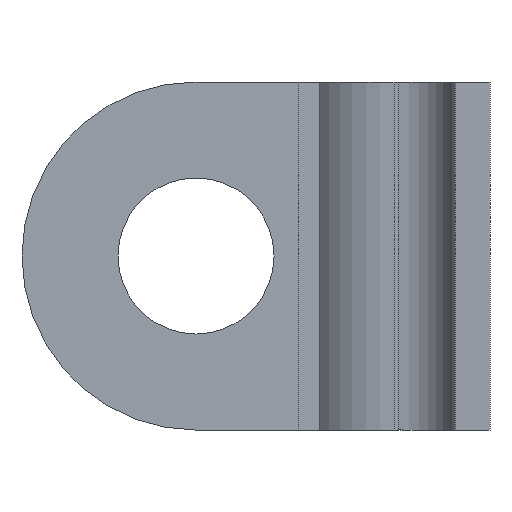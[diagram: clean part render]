
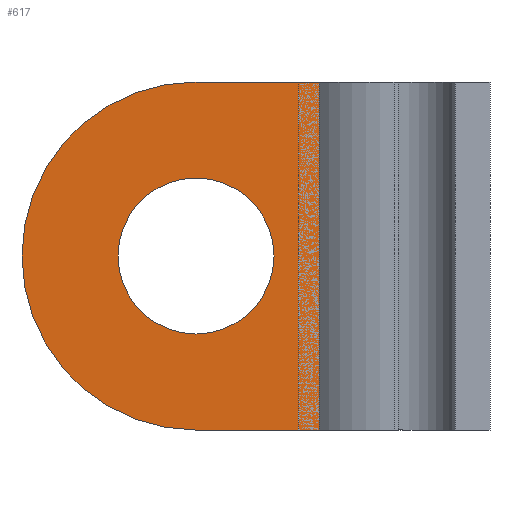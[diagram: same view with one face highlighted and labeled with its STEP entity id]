
A CAD part, front view. The second image highlights one B-rep face of the part: STEP entity #617.
In plain terms, the highlighted planar face has unit normal (0, -1, 0).
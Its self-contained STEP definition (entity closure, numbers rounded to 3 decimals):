
#33=FACE_BOUND('',#72,.T.);
#37=FACE_OUTER_BOUND('',#71,.T.);
#71=EDGE_LOOP('',(#415,#416,#417,#418));
#72=EDGE_LOOP('',(#419));
#109=LINE('',#921,#175);
#110=LINE('',#923,#176);
#111=LINE('',#924,#177);
#175=VECTOR('',#734,10.);
#176=VECTOR('',#735,10.);
#177=VECTOR('',#736,10.);
#241=CIRCLE('',#668,7.25);
#242=CIRCLE('',#669,3.25);
#265=VERTEX_POINT('',#917);
#266=VERTEX_POINT('',#918);
#267=VERTEX_POINT('',#920);
#268=VERTEX_POINT('',#922);
#269=VERTEX_POINT('',#925);
#325=EDGE_CURVE('',#265,#266,#241,.T.);
#326=EDGE_CURVE('',#267,#265,#109,.T.);
#327=EDGE_CURVE('',#267,#268,#110,.T.);
#328=EDGE_CURVE('',#266,#268,#111,.T.);
#329=EDGE_CURVE('',#269,#269,#242,.T.);
#415=ORIENTED_EDGE('',*,*,#325,.F.);
#416=ORIENTED_EDGE('',*,*,#326,.F.);
#417=ORIENTED_EDGE('',*,*,#327,.T.);
#418=ORIENTED_EDGE('',*,*,#328,.F.);
#419=ORIENTED_EDGE('',*,*,#329,.F.);
#595=PLANE('',#667);
#617=ADVANCED_FACE('',(#37,#33),#595,.F.);
#667=AXIS2_PLACEMENT_3D('',#916,#730,#731);
#668=AXIS2_PLACEMENT_3D('',#919,#732,#733);
#669=AXIS2_PLACEMENT_3D('',#926,#737,#738);
#730=DIRECTION('center_axis',(0.,1.,0.));
#731=DIRECTION('ref_axis',(-1.,0.,0.));
#732=DIRECTION('center_axis',(0.,1.,0.));
#733=DIRECTION('ref_axis',(1.,0.,0.));
#734=DIRECTION('',(-1.,0.,0.));
#735=DIRECTION('',(0.,0.,1.));
#736=DIRECTION('',(1.,0.,0.));
#737=DIRECTION('center_axis',(0.,-1.,0.));
#738=DIRECTION('ref_axis',(1.,0.,0.));
#916=CARTESIAN_POINT('Origin',(5.128,-7.25,6.5));
#917=CARTESIAN_POINT('',(0.,-7.25,6.5));
#918=CARTESIAN_POINT('',(0.,-7.25,21.));
#919=CARTESIAN_POINT('Origin',(0.,-7.25,13.75));
#920=CARTESIAN_POINT('',(5.128,-7.25,6.5));
#921=CARTESIAN_POINT('',(2.564,-7.25,6.5));
#922=CARTESIAN_POINT('',(5.128,-7.25,21.));
#923=CARTESIAN_POINT('',(5.128,-7.25,6.5));
#924=CARTESIAN_POINT('',(8.689,-7.25,21.));
#925=CARTESIAN_POINT('',(-3.25,-7.25,13.75));
#926=CARTESIAN_POINT('Origin',(0.,-7.25,13.75));
